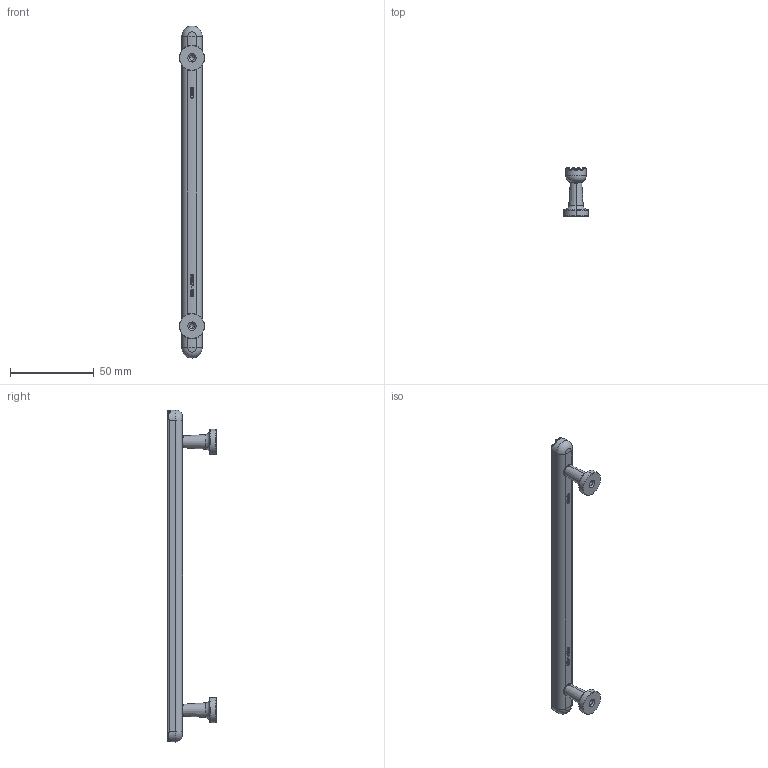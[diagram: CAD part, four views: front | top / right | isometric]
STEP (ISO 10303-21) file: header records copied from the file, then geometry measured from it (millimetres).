
FILE_DESCRIPTION(('Creo Elements/Direct Modeling STEP Export'),'2;1');
FILE_NAME('2587-198.stp','2022-07-22T10:08:14',(''),(''),'Creo Elements/Direct Modeling STEP processor for AP214 (Solid Model)','Creo Elements/Direct Modeling 20.0 12-Nov-2016 (C) Parametric Technology GmbH','');
FILE_SCHEMA(('AUTOMOTIVE_DESIGN { 1 0 10303 214 1 1 1 1 }'));
Length unit declared in the file: millimetre
Products named in the file (2): ZN-11757
Assembly tree (1 placements, depth 2):
  ZN-11757
    ZN-11757
Bounding box: 15 x 29 x 198 mm (x, y, z)
Volume: 21386.3 mm3; surface area: 10111.5 mm2
Topology: 1 solids, 1 shells, 730 faces, 2017 edges, 1298 vertices
Faces by surface type: plane 580, cylinder 52, bspline 52, torus 28, cone 16, sphere 2
Entity records: 30757 total; most frequent: CARTESIAN_POINT 12332, ORIENTED_EDGE 4006, DIRECTION 3719, EDGE_CURVE 2003, VERTEX_POINT 1298, AXIS2_PLACEMENT_3D 1245, VECTOR 1229, LINE 1229
